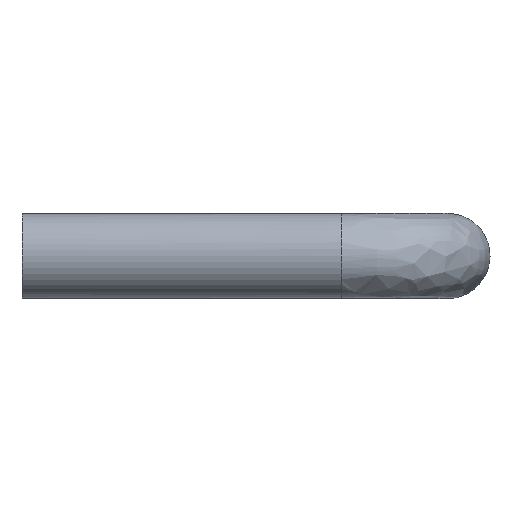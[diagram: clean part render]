
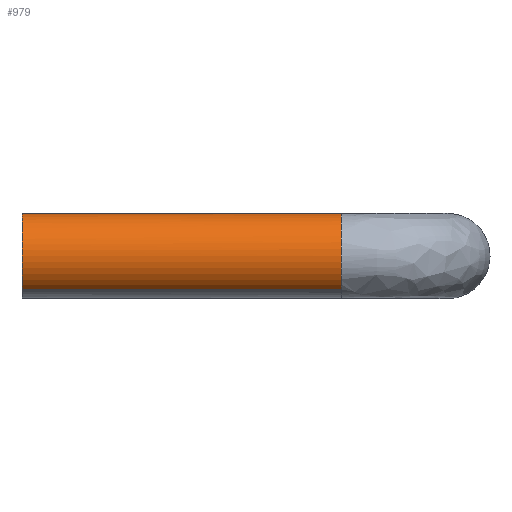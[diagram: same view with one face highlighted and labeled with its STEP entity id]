
A CAD part, left-side view. The second image highlights one B-rep face of the part: STEP entity #979.
In plain terms, the highlighted free-form (B-spline) face has degree [2, 1] with [5, 2] control points.
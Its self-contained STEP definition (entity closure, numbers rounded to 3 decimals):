
#866=CARTESIAN_POINT('',(1.245,0.375,1.565));
#867=CARTESIAN_POINT('',(-0.32,0.375,2.81));
#868=CARTESIAN_POINT('',(-1.565,0.375,1.245));
#869=CARTESIAN_POINT('',(-2.81,0.375,-0.32));
#870=CARTESIAN_POINT('',(-1.245,0.375,-1.565));
#871=CARTESIAN_POINT('',(1.245,-15.384,1.565));
#872=CARTESIAN_POINT('',(-0.32,-15.384,2.81));
#873=CARTESIAN_POINT('',(-1.565,-15.384,1.245));
#874=CARTESIAN_POINT('',(-2.81,-15.384,-0.32));
#875=CARTESIAN_POINT('',(-1.245,-15.384,-1.565));
#883=(BOUNDED_SURFACE()B_SPLINE_SURFACE(2,1,((#866,#871),(#867,#872),(#868,#873),(#869,#874),(#870,#875)),.UNSPECIFIED.,.F.,.F.,.U.)B_SPLINE_SURFACE_WITH_KNOTS((3,2,3),(2,2),(0.0,3.314,6.627),(0.0,15.759),.UNSPECIFIED.)GEOMETRIC_REPRESENTATION_ITEM()RATIONAL_B_SPLINE_SURFACE(((1.0,1.0),(0.707,0.707),(1.0,1.0),(0.707,0.707),(1.0,1.0)))REPRESENTATION_ITEM('')SURFACE());
#884=CARTESIAN_POINT('',(-0.025,-15.,2.));
#885=VERTEX_POINT('',#884);
#886=CARTESIAN_POINT('',(1.245,-15.0,1.565));
#887=VERTEX_POINT('',#886);
#888=CARTESIAN_POINT('',(-0.025,-15.,2.));
#889=CARTESIAN_POINT('',(-0.013,-15.0,2.));
#890=CARTESIAN_POINT('',(0.,-15.0,2.0));
#891=CARTESIAN_POINT('',(0.698,-15.0,2.));
#892=CARTESIAN_POINT('',(1.245,-15.0,1.565));
#900=(BOUNDED_CURVE()B_SPLINE_CURVE(2,(#888,#889,#890,#891,#892),.UNSPECIFIED.,.F.,.U.)B_SPLINE_CURVE_WITH_KNOTS((3,2,3),(0.748,0.75,0.858),.UNSPECIFIED.)CURVE()GEOMETRIC_REPRESENTATION_ITEM()RATIONAL_B_SPLINE_CURVE((0.995,0.997,1.0,0.874,0.856))REPRESENTATION_ITEM(''));
#901=EDGE_CURVE('',#885,#887,#900,.T.);
#902=ORIENTED_EDGE('',*,*,#901,.T.);
#903=CARTESIAN_POINT('',(1.245,0.,1.565));
#904=VERTEX_POINT('',#903);
#905=CARTESIAN_POINT('',(1.245,0.,1.565));
#906=CARTESIAN_POINT('',(1.245,-15.0,1.565));
#907=QUASI_UNIFORM_CURVE('',1,(#905,#906),.UNSPECIFIED.,.F.,.U.);
#908=EDGE_CURVE('',#904,#887,#907,.T.);
#909=ORIENTED_EDGE('',*,*,#908,.F.);
#910=CARTESIAN_POINT('',(-2.0,0.0,0.0));
#911=VERTEX_POINT('',#910);
#912=CARTESIAN_POINT('',(-2.0,0.0,0.0));
#913=CARTESIAN_POINT('',(-2.,0.0,2.));
#914=CARTESIAN_POINT('',(0.0,0.0,2.0));
#915=CARTESIAN_POINT('',(0.698,0.0,2.0));
#916=CARTESIAN_POINT('',(1.245,0.,1.565));
#924=(BOUNDED_CURVE()B_SPLINE_CURVE(2,(#912,#913,#914,#915,#916),.UNSPECIFIED.,.F.,.U.)B_SPLINE_CURVE_WITH_KNOTS((3,2,3),(0.5,0.75,0.858),.UNSPECIFIED.)CURVE()GEOMETRIC_REPRESENTATION_ITEM()RATIONAL_B_SPLINE_CURVE((1.0,0.707,1.0,0.874,0.856))REPRESENTATION_ITEM(''));
#925=EDGE_CURVE('',#911,#904,#924,.T.);
#926=ORIENTED_EDGE('',*,*,#925,.F.);
#927=CARTESIAN_POINT('',(-1.245,0.,-1.565));
#928=VERTEX_POINT('',#927);
#929=CARTESIAN_POINT('',(-1.245,0.,-1.565));
#930=CARTESIAN_POINT('',(-2.,0.0,-0.965));
#931=CARTESIAN_POINT('',(-2.0,0.0,0.0));
#939=(BOUNDED_CURVE()B_SPLINE_CURVE(2,(#929,#930,#931),.UNSPECIFIED.,.F.,.U.)B_SPLINE_CURVE_WITH_KNOTS((3,3),(0.358,0.5),.UNSPECIFIED.)CURVE()GEOMETRIC_REPRESENTATION_ITEM()RATIONAL_B_SPLINE_CURVE((0.856,0.833,1.0))REPRESENTATION_ITEM(''));
#940=EDGE_CURVE('',#928,#911,#939,.T.);
#941=ORIENTED_EDGE('',*,*,#940,.F.);
#942=CARTESIAN_POINT('',(-1.245,-15.0,-1.565));
#943=VERTEX_POINT('',#942);
#944=CARTESIAN_POINT('',(-1.245,0.,-1.565));
#945=CARTESIAN_POINT('',(-1.245,-15.0,-1.565));
#946=QUASI_UNIFORM_CURVE('',1,(#944,#945),.UNSPECIFIED.,.F.,.U.);
#947=EDGE_CURVE('',#928,#943,#946,.T.);
#948=ORIENTED_EDGE('',*,*,#947,.T.);
#949=CARTESIAN_POINT('',(-2.,-15.0,0.0));
#950=VERTEX_POINT('',#949);
#951=CARTESIAN_POINT('',(-1.245,-15.0,-1.565));
#952=CARTESIAN_POINT('',(-2.,-15.,-0.965));
#953=CARTESIAN_POINT('',(-2.,-15.0,0.0));
#961=(BOUNDED_CURVE()B_SPLINE_CURVE(2,(#951,#952,#953),.UNSPECIFIED.,.F.,.U.)B_SPLINE_CURVE_WITH_KNOTS((3,3),(0.358,0.5),.UNSPECIFIED.)CURVE()GEOMETRIC_REPRESENTATION_ITEM()RATIONAL_B_SPLINE_CURVE((0.856,0.833,1.0))REPRESENTATION_ITEM(''));
#962=EDGE_CURVE('',#943,#950,#961,.T.);
#963=ORIENTED_EDGE('',*,*,#962,.T.);
#964=CARTESIAN_POINT('',(-2.,-15.0,0.0));
#965=CARTESIAN_POINT('',(-2.,-15.,1.975));
#966=CARTESIAN_POINT('',(-0.025,-15.,2.));
#974=(BOUNDED_CURVE()B_SPLINE_CURVE(2,(#964,#965,#966),.UNSPECIFIED.,.F.,.U.)B_SPLINE_CURVE_WITH_KNOTS((3,3),(0.5,0.748),.UNSPECIFIED.)CURVE()GEOMETRIC_REPRESENTATION_ITEM()RATIONAL_B_SPLINE_CURVE((1.0,0.71,0.995))REPRESENTATION_ITEM(''));
#975=EDGE_CURVE('',#950,#885,#974,.T.);
#976=ORIENTED_EDGE('',*,*,#975,.T.);
#977=EDGE_LOOP('',(#902,#909,#926,#941,#948,#963,#976));
#978=FACE_OUTER_BOUND('',#977,.T.);
#979=ADVANCED_FACE('',(#978),#883,.T.);
